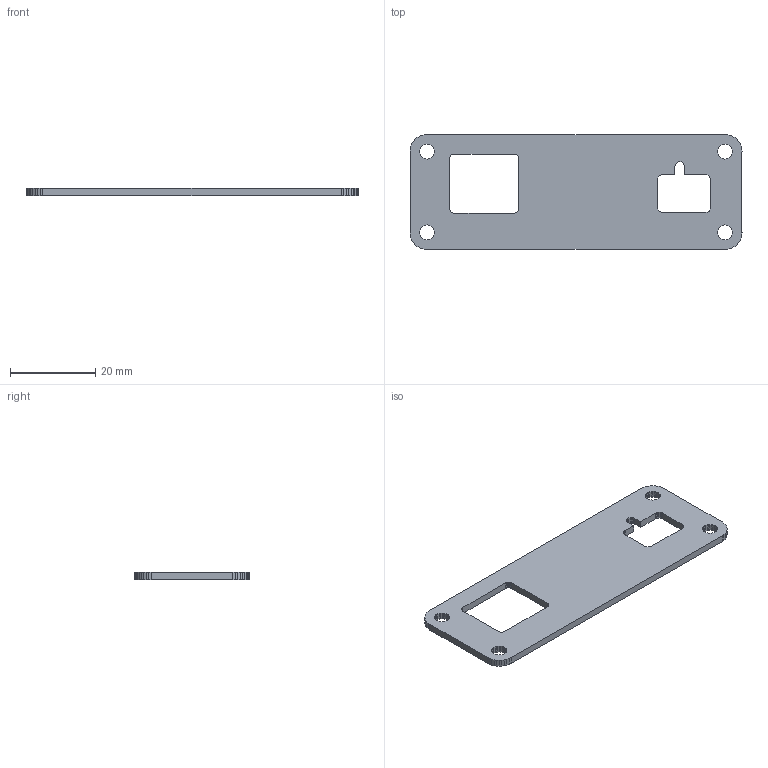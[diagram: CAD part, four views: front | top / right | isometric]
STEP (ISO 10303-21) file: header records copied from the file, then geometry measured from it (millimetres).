
FILE_DESCRIPTION(('Open CASCADE Model'),'2;1');
FILE_NAME('Open CASCADE Shape Model','2013-12-08T23:46:55',('Author'),( 'Open CASCADE'),'Open CASCADE STEP processor 6.2','Open CASCADE 6.2' ,'Unknown');
FILE_SCHEMA(('AUTOMOTIVE_DESIGN { 1 0 10303 214 1 1 1 1 }'));
Length unit declared in the file: millimetre
Products named in the file (2): PCB; Board
Assembly tree (1 placements, depth 2):
  PCB
    Board
Bounding box: 78.02 x 27.02 x 1.67 mm (x, y, z)
Volume: 2866.1 mm3; surface area: 4018.2 mm2
Topology: 1 solids, 1 shells, 269 faces, 800 edges, 532 vertices
Faces by surface type: plane 269
Entity records: 19289 total; most frequent: CARTESIAN_POINT 3203, DIRECTION 2942, LINE 2400, VECTOR 2400, ORIENTED_EDGE 1602, PCURVE 1600, DEFINITIONAL_REPRESENTATION 1600, EDGE_CURVE 800
